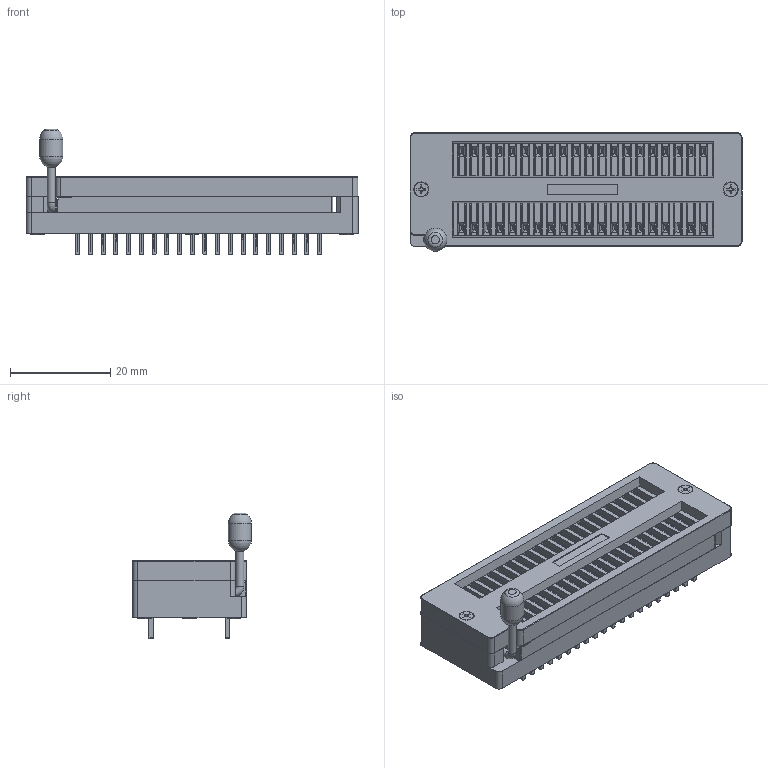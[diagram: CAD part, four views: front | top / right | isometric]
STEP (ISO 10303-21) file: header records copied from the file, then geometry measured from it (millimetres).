
FILE_DESCRIPTION(/* description */ ('Unknown'),/* implementation_level */ '2;1');
FILE_NAME(/* name */ 'ZIF_40_uni',/* time_stamp */ '2025-07-23T20:07:03+03:00',/* author */ ('Unknown'),/* organization */ ('Unknown'),/* preprocessor_version */ 'ST-DEVELOPER v19.4',/* originating_system */ 'Solid Edge',/* authorisation */ 'Unknown');
FILE_SCHEMA (('AUTOMOTIVE_DESIGN {1 0 10303 214 3 1 1}'));
Length unit declared in the file: millimetre
Products named in the file (10): ZIF_40_uni; ZIF_40uni_bottom; ZIF_40uni_middle_body; ZIF_wide_middle_shield; ZIF_40uni_top; ZIF_handle_wide; ZIF_socket_handle_head; ZIF_socket_pin_uni; M1.6-L8
Assembly tree (49 placements, depth 3):
  ZIF_40_uni
    ZIF_40uni_bottom
    ZIF_40uni_middle_body
    ZIF_wide_middle_shield
    ZIF_40uni_top
    ZIF_handle_wide
      ZIF_handle_wide
      ZIF_socket_handle_head
    ZIF_socket_pin_uni  x40
    M1.6-L8  x2
Bounding box: 66.22 x 23.7 x 25.05 mm (x, y, z)
Volume: 13106.2 mm3; surface area: 22262.9 mm2
Topology: 48 solids, 48 shells, 3577 faces, 10027 edges, 6572 vertices
Faces by surface type: plane 2674, cylinder 861, cone 23, torus 17, sphere 2
Full cylindrical faces by diameter (mm): 1.4 x10, 1.6 x11, 2.8 x2, 4.6 x1
Entity records: 40782 total; most frequent: CARTESIAN_POINT 7123, ORIENTED_EDGE 6924, DIRECTION 6398, EDGE_CURVE 3462, LINE 3246, VECTOR 3246, VERTEX_POINT 2221, EDGE_LOOP 1651
